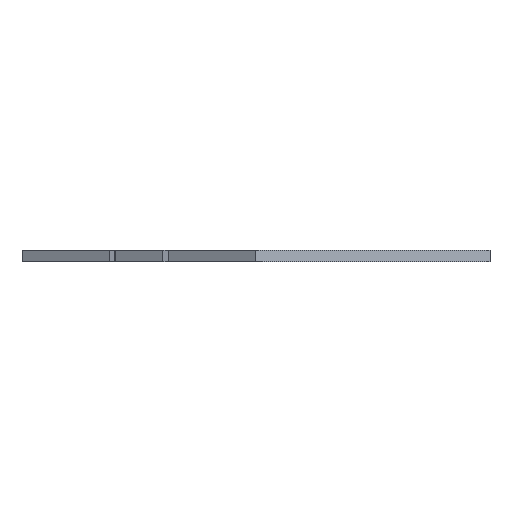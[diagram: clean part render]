
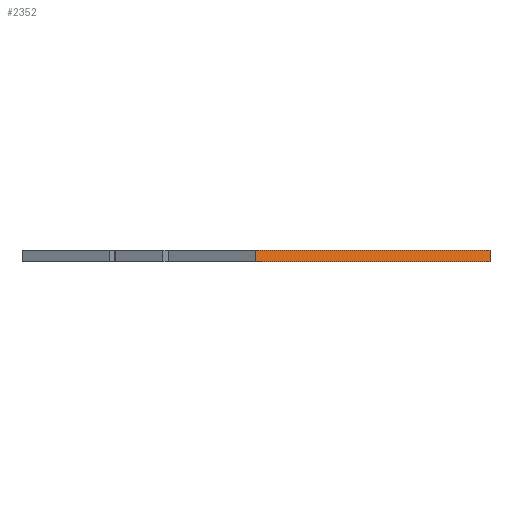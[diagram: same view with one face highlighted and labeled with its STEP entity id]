
A CAD part, left-side view. The second image highlights one B-rep face of the part: STEP entity #2352.
In plain terms, the highlighted planar face has unit normal (-0.866, -0.5, 0).
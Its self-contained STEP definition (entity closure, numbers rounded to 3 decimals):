
#469=FACE_OUTER_BOUND('',#700,.T.);
#700=EDGE_LOOP('',(#2187,#2188,#2189,#2190));
#855=LINE('',#3941,#1022);
#863=LINE('',#3953,#1030);
#864=LINE('',#3956,#1031);
#872=LINE('',#3967,#1039);
#1022=VECTOR('',#3292,10.);
#1030=VECTOR('',#3302,10.);
#1031=VECTOR('',#3305,10.);
#1039=VECTOR('',#3315,10.);
#1248=VERTEX_POINT('',#3937);
#1249=VERTEX_POINT('',#3939);
#1250=VERTEX_POINT('',#3943);
#1253=VERTEX_POINT('',#3955);
#1557=EDGE_CURVE('',#1248,#1249,#855,.T.);
#1565=EDGE_CURVE('',#1250,#1248,#863,.T.);
#1566=EDGE_CURVE('',#1249,#1253,#864,.T.);
#1574=EDGE_CURVE('',#1250,#1253,#872,.T.);
#2187=ORIENTED_EDGE('',*,*,#1565,.T.);
#2188=ORIENTED_EDGE('',*,*,#1557,.T.);
#2189=ORIENTED_EDGE('',*,*,#1566,.T.);
#2190=ORIENTED_EDGE('',*,*,#1574,.F.);
#2243=PLANE('',#2629);
#2352=ADVANCED_FACE('',(#469),#2243,.T.);
#2629=AXIS2_PLACEMENT_3D('',#3966,#3313,#3314);
#3292=DIRECTION('',(0.,0.,1.));
#3302=DIRECTION('',(0.5,-0.866,0.));
#3305=DIRECTION('',(-0.5,0.866,0.));
#3313=DIRECTION('center_axis',(-0.866,-0.5,0.));
#3314=DIRECTION('ref_axis',(0.,0.,1.));
#3315=DIRECTION('',(0.,0.,1.));
#3937=CARTESIAN_POINT('',(-96.,-166.277,0.));
#3939=CARTESIAN_POINT('',(-96.,-166.277,8.));
#3941=CARTESIAN_POINT('',(-96.,-166.277,4.));
#3943=CARTESIAN_POINT('',(-192.,0.,0.));
#3953=CARTESIAN_POINT('',(-144.904,-81.573,0.));
#3955=CARTESIAN_POINT('',(-192.,0.,8.));
#3956=CARTESIAN_POINT('',(-144.904,-81.573,8.));
#3966=CARTESIAN_POINT('Origin',(-144.,-83.138,4.));
#3967=CARTESIAN_POINT('',(-192.,0.,4.));
